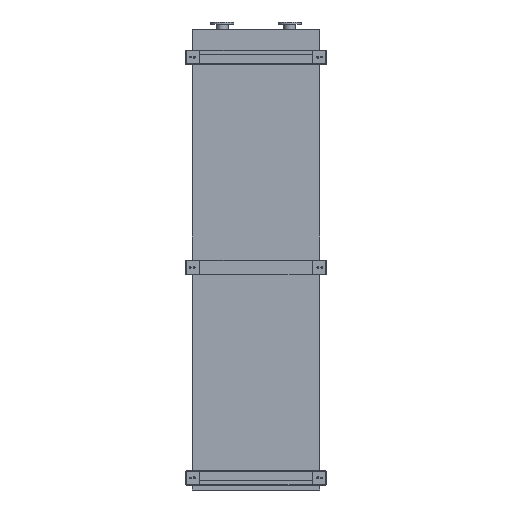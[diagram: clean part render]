
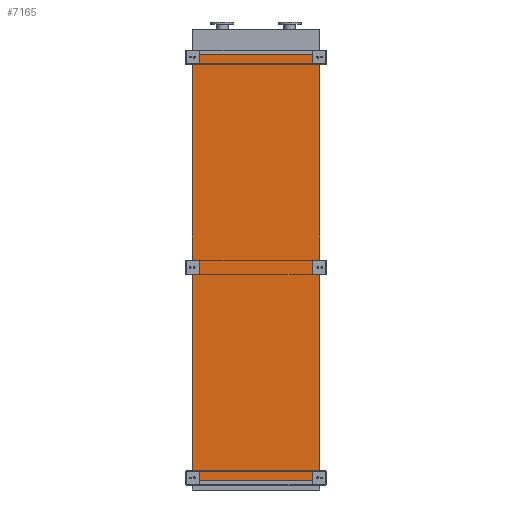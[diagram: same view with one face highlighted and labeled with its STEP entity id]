
A CAD part, front view. The second image highlights one B-rep face of the part: STEP entity #7165.
In plain terms, the highlighted planar face has unit normal (0, -1, 0).
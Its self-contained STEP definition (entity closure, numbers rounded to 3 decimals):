
#748 = EDGE_LOOP ( 'NONE', ( #22470, #28923, #24001, #11795 ) ) ;
#1096 = EDGE_CURVE ( 'NONE', #20619, #29330, #6703, .T. ) ;
#2531 = CARTESIAN_POINT ( 'NONE',  ( -605., 0., 0. ) ) ;
#3831 = LINE ( 'NONE', #6672, #22533 ) ;
#4335 = EDGE_CURVE ( 'NONE', #25679, #8792, #3831, .T. ) ;
#4764 = CARTESIAN_POINT ( 'NONE',  ( -605., 0., -4050. ) ) ;
#5143 = CARTESIAN_POINT ( 'NONE',  ( 605., 0., 0. ) ) ;
#6668 = CARTESIAN_POINT ( 'NONE',  ( -605., 0., -4050. ) ) ;
#6672 = CARTESIAN_POINT ( 'NONE',  ( -605., 0., 0. ) ) ;
#6703 = LINE ( 'NONE', #25782, #18157 ) ;
#7165 = ADVANCED_FACE ( 'NONE', ( #10389 ), #23749, .T. ) ;
#7630 = EDGE_CURVE ( 'NONE', #29330, #8792, #25609, .T. ) ;
#8792 = VERTEX_POINT ( 'NONE', #5143 ) ;
#9021 = CARTESIAN_POINT ( 'NONE',  ( -605., 0., -4050. ) ) ;
#9159 = LINE ( 'NONE', #9021, #28578 ) ;
#9684 = EDGE_CURVE ( 'NONE', #20619, #25679, #9159, .T. ) ;
#10389 = FACE_OUTER_BOUND ( 'NONE', #748, .T. ) ;
#11795 = ORIENTED_EDGE ( 'NONE', *, *, #7630, .T. ) ;
#12172 = CARTESIAN_POINT ( 'NONE',  ( 605., 0., -4050. ) ) ;
#14468 = DIRECTION ( 'NONE',  ( 0., -1., 0. ) ) ;
#15499 = AXIS2_PLACEMENT_3D ( 'NONE', #6668, #14468, #31478 ) ;
#18157 = VECTOR ( 'NONE', #30670, 1000. ) ;
#20619 = VERTEX_POINT ( 'NONE', #4764 ) ;
#21304 = DIRECTION ( 'NONE',  ( 1., 0., 0. ) ) ;
#22470 = ORIENTED_EDGE ( 'NONE', *, *, #4335, .F. ) ;
#22533 = VECTOR ( 'NONE', #21304, 1000. ) ;
#23749 = PLANE ( 'NONE',  #15499 ) ;
#24001 = ORIENTED_EDGE ( 'NONE', *, *, #1096, .T. ) ;
#24849 = VECTOR ( 'NONE', #28482, 1000. ) ;
#25609 = LINE ( 'NONE', #28376, #24849 ) ;
#25679 = VERTEX_POINT ( 'NONE', #2531 ) ;
#25782 = CARTESIAN_POINT ( 'NONE',  ( -605., 0., -4050. ) ) ;
#26054 = DIRECTION ( 'NONE',  ( 0., 0., 1. ) ) ;
#28376 = CARTESIAN_POINT ( 'NONE',  ( 605., 0., -4050. ) ) ;
#28482 = DIRECTION ( 'NONE',  ( 0., 0., 1. ) ) ;
#28578 = VECTOR ( 'NONE', #26054, 1000. ) ;
#28923 = ORIENTED_EDGE ( 'NONE', *, *, #9684, .F. ) ;
#29330 = VERTEX_POINT ( 'NONE', #12172 ) ;
#30670 = DIRECTION ( 'NONE',  ( 1., 0., 0. ) ) ;
#31478 = DIRECTION ( 'NONE',  ( 0., 0., -1. ) ) ;
